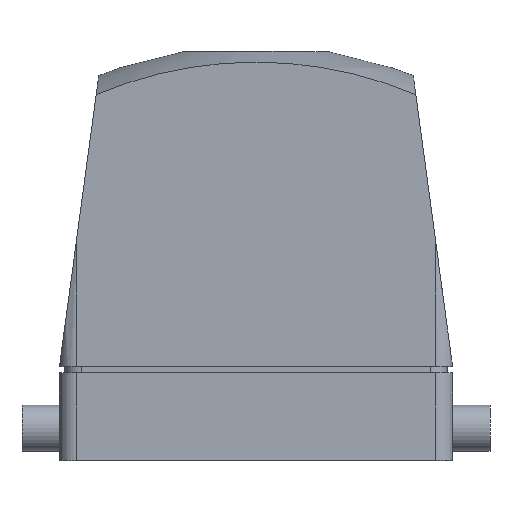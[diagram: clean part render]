
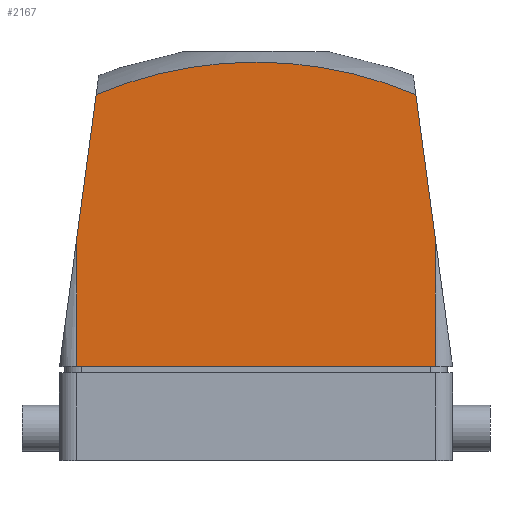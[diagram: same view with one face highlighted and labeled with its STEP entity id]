
A CAD part, top view. The second image highlights one B-rep face of the part: STEP entity #2167.
In plain terms, the highlighted planar face has unit normal (0, 0, 1).
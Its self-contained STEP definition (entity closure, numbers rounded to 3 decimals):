
#362 = DIRECTION ( 'NONE',  ( -1., 0., 0. ) ) ;
#363 = DIRECTION ( 'NONE',  ( 0., 0., -1. ) ) ;
#365 = CARTESIAN_POINT ( 'NONE',  ( 3.2, 65.55, 43.5 ) ) ;
#367 = PLANE ( 'NONE',  #950 ) ;
#609 = DIRECTION ( 'NONE',  ( 0.134, 0.991, 0. ) ) ;
#613 = CARTESIAN_POINT ( 'NONE',  ( 36.75, -1.95, 43.5 ) ) ;
#615 = DIRECTION ( 'NONE',  ( 0., 0., -1. ) ) ;
#651 = CARTESIAN_POINT ( 'NONE',  ( 0., 17.55, 43.5 ) ) ;
#652 = DIRECTION ( 'NONE',  ( 1., 0., 0. ) ) ;
#840 = VECTOR ( 'NONE', #609, 1000. ) ;
#842 = AXIS2_PLACEMENT_3D ( 'NONE', #613, #615, #652 ) ;
#844 = CIRCLE ( 'NONE', #842, 76.355 ) ;
#878 = VECTOR ( 'NONE', #2364, 1000. ) ;
#950 = AXIS2_PLACEMENT_3D ( 'NONE', #365, #363, #362 ) ;
#1020 = VECTOR ( 'NONE', #2506, 1000. ) ;
#1068 = VECTOR ( 'NONE', #2400, 1000. ) ;
#1071 = VECTOR ( 'NONE', #2405, 1000. ) ;
#1219 = ORIENTED_EDGE ( 'NONE', *, *, #2124, .F. ) ;
#1220 = ORIENTED_EDGE ( 'NONE', *, *, #2099, .F. ) ;
#1221 = ORIENTED_EDGE ( 'NONE', *, *, #2098, .T. ) ;
#1222 = ORIENTED_EDGE ( 'NONE', *, *, #2265, .F. ) ;
#1223 = ORIENTED_EDGE ( 'NONE', *, *, #2019, .T. ) ;
#1224 = ORIENTED_EDGE ( 'NONE', *, *, #2264, .F. ) ;
#1464 = EDGE_LOOP ( 'NONE', ( #1224, #1222, #1223, #1221, #1219, #1220 ) ) ;
#1543 = VERTEX_POINT ( 'NONE', #2814 ) ;
#1549 = VERTEX_POINT ( 'NONE', #2470 ) ;
#1586 = VERTEX_POINT ( 'NONE', #2839 ) ;
#1587 = VERTEX_POINT ( 'NONE', #2841 ) ;
#1593 = VERTEX_POINT ( 'NONE', #2846 ) ;
#1633 = VERTEX_POINT ( 'NONE', #2652 ) ;
#1694 = LINE ( 'NONE', #2362, #878 ) ;
#1741 = LINE ( 'NONE', #2388, #1071 ) ;
#1742 = LINE ( 'NONE', #2401, #1068 ) ;
#1753 = LINE ( 'NONE', #2572, #1020 ) ;
#1781 = FACE_OUTER_BOUND ( 'NONE', #1464, .T. ) ;
#1929 = LINE ( 'NONE', #651, #840 ) ;
#2019 = EDGE_CURVE ( 'NONE', #1593, #1633, #1694, .T. ) ;
#2098 = EDGE_CURVE ( 'NONE', #1633, #1587, #1741, .T. ) ;
#2099 = EDGE_CURVE ( 'NONE', #1543, #1586, #1742, .T. ) ;
#2124 = EDGE_CURVE ( 'NONE', #1586, #1587, #1753, .T. ) ;
#2167 = ADVANCED_FACE ( 'NONE', ( #1781 ), #367, .F. ) ;
#2264 = EDGE_CURVE ( 'NONE', #1549, #1543, #844, .T. ) ;
#2265 = EDGE_CURVE ( 'NONE', #1593, #1549, #1929, .T. ) ;
#2362 = CARTESIAN_POINT ( 'NONE',  ( 3.2, 65.55, 43.5 ) ) ;
#2364 = DIRECTION ( 'NONE',  ( 0., -1., 0. ) ) ;
#2388 = CARTESIAN_POINT ( 'NONE',  ( 3.2, 17.55, 43.5 ) ) ;
#2400 = DIRECTION ( 'NONE',  ( 0.134, -0.991, 0. ) ) ;
#2401 = CARTESIAN_POINT ( 'NONE',  ( 73.5, 17.55, 43.5 ) ) ;
#2405 = DIRECTION ( 'NONE',  ( 1., 0., 0. ) ) ;
#2470 = CARTESIAN_POINT ( 'NONE',  ( 6.873, 68.317, 43.5 ) ) ;
#2506 = DIRECTION ( 'NONE',  ( 0., -1., 0. ) ) ;
#2572 = CARTESIAN_POINT ( 'NONE',  ( 70.3, 65.55, 43.5 ) ) ;
#2652 = CARTESIAN_POINT ( 'NONE',  ( 3.2, 17.55, 43.5 ) ) ;
#2814 = CARTESIAN_POINT ( 'NONE',  ( 66.627, 68.317, 43.5 ) ) ;
#2839 = CARTESIAN_POINT ( 'NONE',  ( 70.3, 41.187, 43.5 ) ) ;
#2841 = CARTESIAN_POINT ( 'NONE',  ( 70.3, 17.55, 43.5 ) ) ;
#2846 = CARTESIAN_POINT ( 'NONE',  ( 3.2, 41.187, 43.5 ) ) ;
